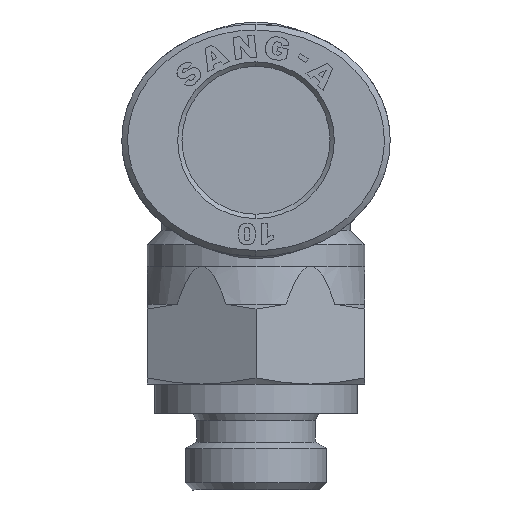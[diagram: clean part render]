
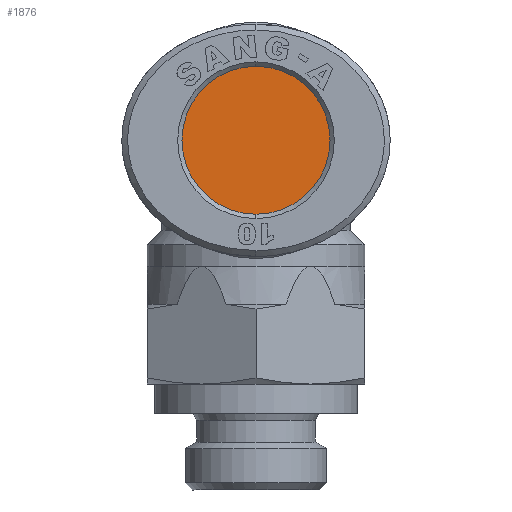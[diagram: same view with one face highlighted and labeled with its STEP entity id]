
A CAD part, left-side view. The second image highlights one B-rep face of the part: STEP entity #1876.
In plain terms, the highlighted planar face has unit normal (-1, 0, 0).
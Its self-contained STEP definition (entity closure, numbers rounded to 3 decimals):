
#976 = DIRECTION ( 'NONE',  ( -1., 0., 0. ) ) ;
#1185 = DIRECTION ( 'NONE',  ( 0., 1., 0. ) ) ;
#1584 = ORIENTED_EDGE ( 'NONE', *, *, #10370, .T. ) ;
#1876 = ADVANCED_FACE ( 'NONE', ( #13199 ), #6100, .F. ) ;
#2632 = VERTEX_POINT ( 'NONE', #27926 ) ;
#3545 = CARTESIAN_POINT ( 'NONE',  ( -14.833, 0., 0. ) ) ;
#6100 = PLANE ( 'NONE',  #21376 ) ;
#6349 = DIRECTION ( 'NONE',  ( 0., 1., 0. ) ) ;
#10116 = CIRCLE ( 'NONE', #11558, 5.1 ) ;
#10370 = EDGE_CURVE ( 'NONE', #2632, #20447, #10116, .T. ) ;
#11045 = CARTESIAN_POINT ( 'NONE',  ( -14.833, 0., 0. ) ) ;
#11558 = AXIS2_PLACEMENT_3D ( 'NONE', #13255, #15535, #6349 ) ;
#13199 = FACE_OUTER_BOUND ( 'NONE', #16216, .T. ) ;
#13255 = CARTESIAN_POINT ( 'NONE',  ( -14.833, 0., 0. ) ) ;
#15535 = DIRECTION ( 'NONE',  ( -1., 0., 0. ) ) ;
#15690 = DIRECTION ( 'NONE',  ( 0., 0., -1. ) ) ;
#16216 = EDGE_LOOP ( 'NONE', ( #1584, #17238 ) ) ;
#17238 = ORIENTED_EDGE ( 'NONE', *, *, #19456, .T. ) ;
#18181 = CIRCLE ( 'NONE', #29469, 5.1 ) ;
#19456 = EDGE_CURVE ( 'NONE', #20447, #2632, #18181, .T. ) ;
#20447 = VERTEX_POINT ( 'NONE', #22021 ) ;
#21376 = AXIS2_PLACEMENT_3D ( 'NONE', #11045, #29896, #15690 ) ;
#22021 = CARTESIAN_POINT ( 'NONE',  ( -14.833, -5.1, 0. ) ) ;
#27926 = CARTESIAN_POINT ( 'NONE',  ( -14.833, 5.1, 0. ) ) ;
#29469 = AXIS2_PLACEMENT_3D ( 'NONE', #3545, #976, #1185 ) ;
#29896 = DIRECTION ( 'NONE',  ( 1., 0., 0. ) ) ;
